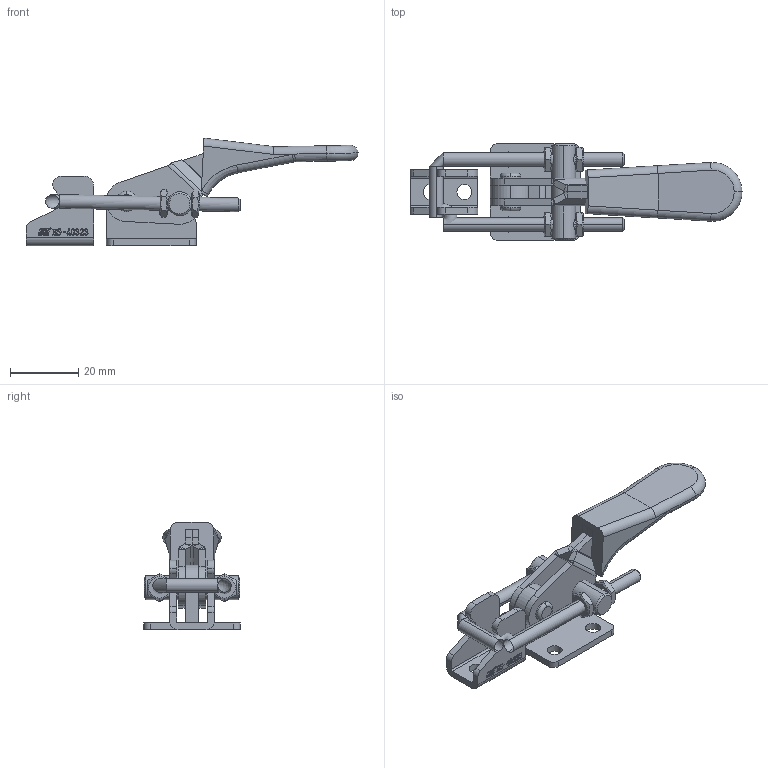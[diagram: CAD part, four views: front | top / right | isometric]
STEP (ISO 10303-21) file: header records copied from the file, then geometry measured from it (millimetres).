
FILE_DESCRIPTION (( 'STEP AP203' ), '1' );
FILE_NAME ('HS-40323.STEP', '2019-07-17T06:53:22', ( '微软用户' ), ( '微软中国' ), 'SwSTEP 2.0', 'SolidWorks 2012', '' );
FILE_SCHEMA (( 'CONFIG_CONTROL_DESIGN' ));
Length unit declared in the file: millimetre
Products named in the file (10): HS-40323; hex thin nuts-grades ab-chamfered gb_GB_FASTENER_NUT_STNAB M4-N; 种粣; 挴裝; 忒梟酘; 忒梟衵; 忒參; 諶; 嘐隅种; 菁釱
Assembly tree (12 placements, depth 2):
  HS-40323
    菁釱
    嘐隅种
    諶
    忒參
    忒梟衵
    忒梟酘
    挴裝
    种粣
    hex thin nuts-grades ab-chamfered gb_GB_FASTENER_NUT_STNAB M4-N  x4
Bounding box: 97.01 x 28.2 x 31.46 mm (x, y, z)
Volume: 12434.7 mm3; surface area: 11699.5 mm2
Topology: 13 solids, 13 shells, 642 faces, 1671 edges, 1081 vertices
Faces by surface type: plane 294, bspline 161, cylinder 138, cone 40, torus 9
Entity records: 25860 total; most frequent: CARTESIAN_POINT 11124, ORIENTED_EDGE 3094, DIRECTION 2328, EDGE_CURVE 1547, VERTEX_POINT 1009, LINE 910, VECTOR 910, AXIS2_PLACEMENT_3D 709
